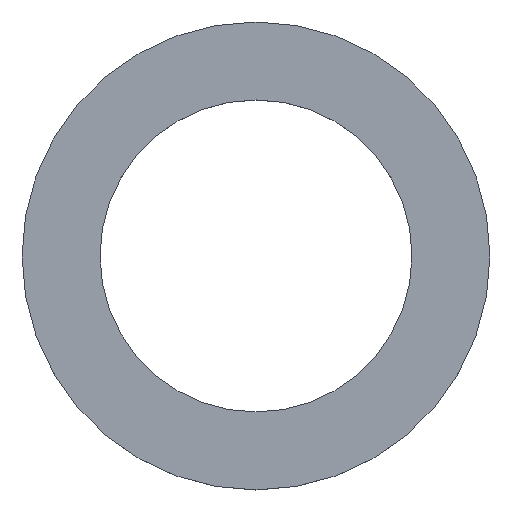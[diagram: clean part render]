
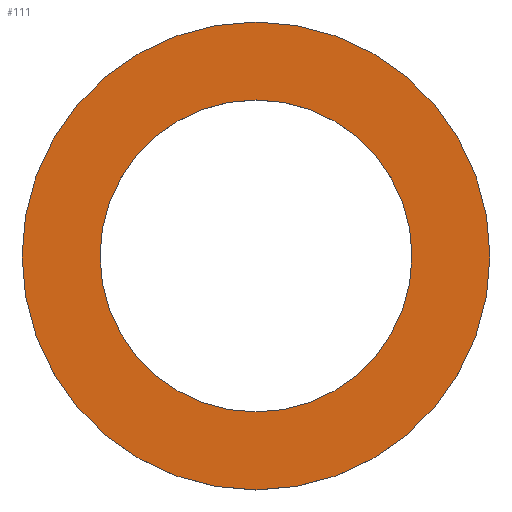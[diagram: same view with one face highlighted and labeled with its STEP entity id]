
A CAD part, top view. The second image highlights one B-rep face of the part: STEP entity #111.
In plain terms, the highlighted planar face has unit normal (0, 0, 1).
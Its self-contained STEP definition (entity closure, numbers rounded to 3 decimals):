
#38=AXIS2_PLACEMENT_3D('Circle Axis2P3D',#36,#37,$) ;
#82=AXIS2_PLACEMENT_3D('Plane Axis2P3D',#79,#80,#81) ;
#86=AXIS2_PLACEMENT_3D('Circle Axis2P3D',#84,#85,$) ;
#95=AXIS2_PLACEMENT_3D('Circle Axis2P3D',#93,#94,$) ;
#104=AXIS2_PLACEMENT_3D('Circle Axis2P3D',#102,#103,$) ;
#36=CARTESIAN_POINT('Axis2P3D Location',(10.5,10.5,1.2)) ;
#40=CARTESIAN_POINT('Vertex',(3.5,10.5,1.2)) ;
#42=CARTESIAN_POINT('Vertex',(17.5,10.5,1.2)) ;
#79=CARTESIAN_POINT('Axis2P3D Location',(10.5,10.5,1.2)) ;
#84=CARTESIAN_POINT('Axis2P3D Location',(10.5,10.5,1.2)) ;
#88=CARTESIAN_POINT('Vertex',(0.,10.5,1.2)) ;
#90=CARTESIAN_POINT('Vertex',(21.,10.5,1.2)) ;
#93=CARTESIAN_POINT('Axis2P3D Location',(10.5,10.5,1.2)) ;
#102=CARTESIAN_POINT('Axis2P3D Location',(10.5,10.5,1.2)) ;
#37=DIRECTION('Axis2P3D Direction',(-0.,0.,-1.)) ;
#80=DIRECTION('Axis2P3D Direction',(0.,0.,1.)) ;
#81=DIRECTION('Axis2P3D XDirection',(1.,0.,0.)) ;
#85=DIRECTION('Axis2P3D Direction',(0.,0.,1.)) ;
#94=DIRECTION('Axis2P3D Direction',(0.,0.,1.)) ;
#103=DIRECTION('Axis2P3D Direction',(0.,0.,1.)) ;
#99=ORIENTED_EDGE('',*,*,#92,.T.) ;
#100=ORIENTED_EDGE('',*,*,#97,.T.) ;
#108=ORIENTED_EDGE('',*,*,#44,.F.) ;
#109=ORIENTED_EDGE('',*,*,#106,.F.) ;
#110=FACE_BOUND('',#107,.T.) ;
#111=ADVANCED_FACE('Aufsatz-Linear austragen1',(#101,#110),#83,.T.) ;
#39=CIRCLE('generated circle',#38,7.) ;
#87=CIRCLE('generated circle',#86,10.5) ;
#96=CIRCLE('generated circle',#95,10.5) ;
#105=CIRCLE('generated circle',#104,7.) ;
#44=EDGE_CURVE('',#41,#43,#39,.F.) ;
#92=EDGE_CURVE('',#89,#91,#87,.T.) ;
#97=EDGE_CURVE('',#91,#89,#96,.T.) ;
#106=EDGE_CURVE('',#43,#41,#105,.T.) ;
#98=EDGE_LOOP('',(#99,#100)) ;
#107=EDGE_LOOP('',(#108,#109)) ;
#101=FACE_OUTER_BOUND('',#98,.T.) ;
#83=PLANE('',#82) ;
#41=VERTEX_POINT('',#40) ;
#43=VERTEX_POINT('',#42) ;
#89=VERTEX_POINT('',#88) ;
#91=VERTEX_POINT('',#90) ;
